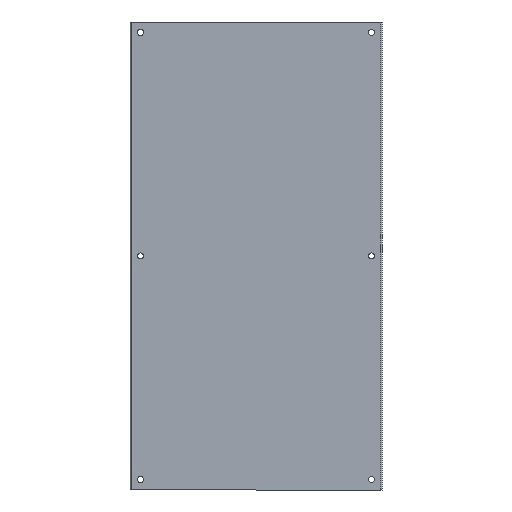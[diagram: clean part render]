
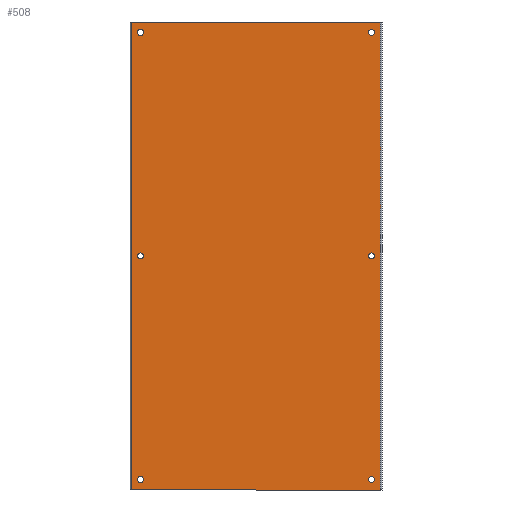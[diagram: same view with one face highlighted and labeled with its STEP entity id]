
A CAD part, front view. The second image highlights one B-rep face of the part: STEP entity #508.
In plain terms, the highlighted planar face has unit normal (0, -1, 0).
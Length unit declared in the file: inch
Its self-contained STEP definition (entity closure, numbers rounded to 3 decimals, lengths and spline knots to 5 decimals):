
#4 = EDGE_CURVE ( 'NONE', #173, #847, #952, .T. ) ;
#7 = DIRECTION ( 'NONE',  ( 0., 1., 0. ) ) ;
#9 = DIRECTION ( 'NONE',  ( 0., 1., 0. ) ) ;
#11 = VECTOR ( 'NONE', #353, 39.37008 ) ;
#15 = CARTESIAN_POINT ( 'NONE',  ( -9.625, 0., -18.375 ) ) ;
#18 = AXIS2_PLACEMENT_3D ( 'NONE', #550, #699, #762 ) ;
#28 = DIRECTION ( 'NONE',  ( 0., 1., 0. ) ) ;
#36 = AXIS2_PLACEMENT_3D ( 'NONE', #223, #665, #735 ) ;
#45 = ORIENTED_EDGE ( 'NONE', *, *, #842, .T. ) ;
#54 = CIRCLE ( 'NONE', #18, 0.25 ) ;
#55 = LINE ( 'NONE', #437, #11 ) ;
#61 = VERTEX_POINT ( 'NONE', #621 ) ;
#66 = VERTEX_POINT ( 'NONE', #15 ) ;
#83 = DIRECTION ( 'NONE',  ( 0., 1., 0. ) ) ;
#92 = ORIENTED_EDGE ( 'NONE', *, *, #181, .T. ) ;
#95 = EDGE_CURVE ( 'NONE', #66, #409, #54, .T. ) ;
#100 = CARTESIAN_POINT ( 'NONE',  ( 9.625, 0., 18.625 ) ) ;
#111 = DIRECTION ( 'NONE',  ( 0., 0., 1. ) ) ;
#115 = VERTEX_POINT ( 'NONE', #330 ) ;
#132 = FACE_BOUND ( 'NONE', #798, .T. ) ;
#137 = VECTOR ( 'NONE', #469, 39.37008 ) ;
#147 = EDGE_LOOP ( 'NONE', ( #796, #45 ) ) ;
#149 = EDGE_CURVE ( 'NONE', #653, #580, #837, .T. ) ;
#156 = CARTESIAN_POINT ( 'NONE',  ( -9.625, 0., 18.625 ) ) ;
#160 = DIRECTION ( 'NONE',  ( 0., 0., 1. ) ) ;
#166 = VERTEX_POINT ( 'NONE', #897 ) ;
#173 = VERTEX_POINT ( 'NONE', #644 ) ;
#175 = AXIS2_PLACEMENT_3D ( 'NONE', #451, #447, #591 ) ;
#176 = CARTESIAN_POINT ( 'NONE',  ( 10.5, 0., 19.5 ) ) ;
#179 = VECTOR ( 'NONE', #367, 39.37008 ) ;
#181 = EDGE_CURVE ( 'NONE', #377, #679, #667, .T. ) ;
#182 = DIRECTION ( 'NONE',  ( 0., 0., 1. ) ) ;
#185 = CIRCLE ( 'NONE', #260, 0.25 ) ;
#193 = DIRECTION ( 'NONE',  ( 0., 1., 0. ) ) ;
#207 = FACE_BOUND ( 'NONE', #663, .T. ) ;
#223 = CARTESIAN_POINT ( 'NONE',  ( -9.625, 0., 18.625 ) ) ;
#227 = CARTESIAN_POINT ( 'NONE',  ( 9.625, 0., 0. ) ) ;
#235 = CARTESIAN_POINT ( 'NONE',  ( 9.625, 0., -18.625 ) ) ;
#237 = FACE_BOUND ( 'NONE', #147, .T. ) ;
#238 = VERTEX_POINT ( 'NONE', #918 ) ;
#246 = ORIENTED_EDGE ( 'NONE', *, *, #670, .T. ) ;
#249 = CIRCLE ( 'NONE', #36, 0.25 ) ;
#255 = CARTESIAN_POINT ( 'NONE',  ( 10.375, 0., -19.5 ) ) ;
#260 = AXIS2_PLACEMENT_3D ( 'NONE', #227, #885, #741 ) ;
#265 = DIRECTION ( 'NONE',  ( 0., 1., 0. ) ) ;
#271 = DIRECTION ( 'NONE',  ( 0., 0., 1. ) ) ;
#303 = EDGE_LOOP ( 'NONE', ( #812, #388 ) ) ;
#305 = CARTESIAN_POINT ( 'NONE',  ( -9.625, 0., 0. ) ) ;
#307 = ORIENTED_EDGE ( 'NONE', *, *, #781, .F. ) ;
#308 = CIRCLE ( 'NONE', #801, 0.25 ) ;
#315 = EDGE_LOOP ( 'NONE', ( #92, #863 ) ) ;
#316 = DIRECTION ( 'NONE',  ( 0., 0., 1. ) ) ;
#318 = DIRECTION ( 'NONE',  ( 0., 1., 0. ) ) ;
#328 = CIRCLE ( 'NONE', #518, 0.25 ) ;
#330 = CARTESIAN_POINT ( 'NONE',  ( -10.375, 0., -19.5 ) ) ;
#353 = DIRECTION ( 'NONE',  ( -1., 0., 0. ) ) ;
#361 = VERTEX_POINT ( 'NONE', #871 ) ;
#365 = AXIS2_PLACEMENT_3D ( 'NONE', #100, #265, #422 ) ;
#367 = DIRECTION ( 'NONE',  ( 0., 0., -1. ) ) ;
#377 = VERTEX_POINT ( 'NONE', #584 ) ;
#381 = EDGE_CURVE ( 'NONE', #847, #115, #55, .T. ) ;
#388 = ORIENTED_EDGE ( 'NONE', *, *, #844, .T. ) ;
#393 = AXIS2_PLACEMENT_3D ( 'NONE', #646, #193, #111 ) ;
#394 = CARTESIAN_POINT ( 'NONE',  ( -9.625, 0., 0. ) ) ;
#409 = VERTEX_POINT ( 'NONE', #511 ) ;
#421 = ORIENTED_EDGE ( 'NONE', *, *, #496, .T. ) ;
#422 = DIRECTION ( 'NONE',  ( 0., 0., 1. ) ) ;
#427 = EDGE_LOOP ( 'NONE', ( #910, #950, #307, #445 ) ) ;
#437 = CARTESIAN_POINT ( 'NONE',  ( -10.5, 0., -19.5 ) ) ;
#442 = FACE_BOUND ( 'NONE', #858, .T. ) ;
#445 = ORIENTED_EDGE ( 'NONE', *, *, #507, .T. ) ;
#447 = DIRECTION ( 'NONE',  ( 0., -1., 0. ) ) ;
#448 = AXIS2_PLACEMENT_3D ( 'NONE', #559, #28, #182 ) ;
#451 = CARTESIAN_POINT ( 'NONE',  ( -10.5, 0., -19.5 ) ) ;
#460 = DIRECTION ( 'NONE',  ( 0., 0., 1. ) ) ;
#469 = DIRECTION ( 'NONE',  ( 1., 0., 0. ) ) ;
#496 = EDGE_CURVE ( 'NONE', #510, #166, #249, .T. ) ;
#502 = DIRECTION ( 'NONE',  ( 0., 1., 0. ) ) ;
#507 = EDGE_CURVE ( 'NONE', #757, #115, #764, .T. ) ;
#508 = ADVANCED_FACE ( 'NONE', ( #650, #805, #237, #627, #442, #207, #132 ), #530, .T. ) ;
#510 = VERTEX_POINT ( 'NONE', #799 ) ;
#511 = CARTESIAN_POINT ( 'NONE',  ( -9.625, 0., -18.875 ) ) ;
#518 = AXIS2_PLACEMENT_3D ( 'NONE', #305, #318, #814 ) ;
#530 = PLANE ( 'NONE',  #175 ) ;
#537 = CARTESIAN_POINT ( 'NONE',  ( 9.625, 0., -18.375 ) ) ;
#539 = DIRECTION ( 'NONE',  ( 0., 0., -1. ) ) ;
#541 = DIRECTION ( 'NONE',  ( 0., 0., 1. ) ) ;
#550 = CARTESIAN_POINT ( 'NONE',  ( -9.625, 0., -18.625 ) ) ;
#553 = CARTESIAN_POINT ( 'NONE',  ( 9.625, 0., -0.25 ) ) ;
#559 = CARTESIAN_POINT ( 'NONE',  ( 9.625, 0., -18.625 ) ) ;
#572 = ORIENTED_EDGE ( 'NONE', *, *, #603, .T. ) ;
#575 = CIRCLE ( 'NONE', #819, 0.25 ) ;
#580 = VERTEX_POINT ( 'NONE', #946 ) ;
#584 = CARTESIAN_POINT ( 'NONE',  ( 9.625, 0., 18.875 ) ) ;
#588 = LINE ( 'NONE', #176, #137 ) ;
#591 = DIRECTION ( 'NONE',  ( 0., 0., -1. ) ) ;
#599 = EDGE_CURVE ( 'NONE', #679, #377, #702, .T. ) ;
#603 = EDGE_CURVE ( 'NONE', #61, #361, #308, .T. ) ;
#621 = CARTESIAN_POINT ( 'NONE',  ( -9.625, 0., 0.25 ) ) ;
#627 = FACE_BOUND ( 'NONE', #303, .T. ) ;
#628 = CARTESIAN_POINT ( 'NONE',  ( -10.375, 0., 19.5 ) ) ;
#633 = AXIS2_PLACEMENT_3D ( 'NONE', #684, #83, #160 ) ;
#640 = EDGE_CURVE ( 'NONE', #166, #510, #575, .T. ) ;
#644 = CARTESIAN_POINT ( 'NONE',  ( 10.375, 0., 19.5 ) ) ;
#646 = CARTESIAN_POINT ( 'NONE',  ( -9.625, 0., -18.625 ) ) ;
#650 = FACE_OUTER_BOUND ( 'NONE', #427, .T. ) ;
#653 = VERTEX_POINT ( 'NONE', #537 ) ;
#663 = EDGE_LOOP ( 'NONE', ( #572, #246 ) ) ;
#665 = DIRECTION ( 'NONE',  ( 0., 1., 0. ) ) ;
#667 = CIRCLE ( 'NONE', #365, 0.25 ) ;
#668 = EDGE_CURVE ( 'NONE', #238, #859, #185, .T. ) ;
#670 = EDGE_CURVE ( 'NONE', #361, #61, #328, .T. ) ;
#676 = AXIS2_PLACEMENT_3D ( 'NONE', #925, #502, #271 ) ;
#679 = VERTEX_POINT ( 'NONE', #827 ) ;
#684 = CARTESIAN_POINT ( 'NONE',  ( 9.625, 0., 18.625 ) ) ;
#696 = CIRCLE ( 'NONE', #393, 0.25 ) ;
#699 = DIRECTION ( 'NONE',  ( 0., 1., 0. ) ) ;
#702 = CIRCLE ( 'NONE', #633, 0.25 ) ;
#727 = CIRCLE ( 'NONE', #448, 0.25 ) ;
#735 = DIRECTION ( 'NONE',  ( 0., 0., 1. ) ) ;
#741 = DIRECTION ( 'NONE',  ( 0., 0., 1. ) ) ;
#743 = CARTESIAN_POINT ( 'NONE',  ( 10.375, 0., -19.5 ) ) ;
#747 = ORIENTED_EDGE ( 'NONE', *, *, #668, .T. ) ;
#750 = DIRECTION ( 'NONE',  ( 0., 1., 0. ) ) ;
#757 = VERTEX_POINT ( 'NONE', #628 ) ;
#762 = DIRECTION ( 'NONE',  ( 0., 0., 1. ) ) ;
#764 = LINE ( 'NONE', #943, #179 ) ;
#769 = AXIS2_PLACEMENT_3D ( 'NONE', #235, #750, #316 ) ;
#781 = EDGE_CURVE ( 'NONE', #757, #173, #588, .T. ) ;
#793 = CIRCLE ( 'NONE', #676, 0.25 ) ;
#796 = ORIENTED_EDGE ( 'NONE', *, *, #149, .T. ) ;
#798 = EDGE_LOOP ( 'NONE', ( #747, #877 ) ) ;
#799 = CARTESIAN_POINT ( 'NONE',  ( -9.625, 0., 18.375 ) ) ;
#801 = AXIS2_PLACEMENT_3D ( 'NONE', #394, #7, #541 ) ;
#805 = FACE_BOUND ( 'NONE', #315, .T. ) ;
#812 = ORIENTED_EDGE ( 'NONE', *, *, #95, .T. ) ;
#814 = DIRECTION ( 'NONE',  ( 0., 0., 1. ) ) ;
#819 = AXIS2_PLACEMENT_3D ( 'NONE', #156, #9, #460 ) ;
#827 = CARTESIAN_POINT ( 'NONE',  ( 9.625, 0., 18.375 ) ) ;
#837 = CIRCLE ( 'NONE', #769, 0.25 ) ;
#842 = EDGE_CURVE ( 'NONE', #580, #653, #727, .T. ) ;
#844 = EDGE_CURVE ( 'NONE', #409, #66, #696, .T. ) ;
#847 = VERTEX_POINT ( 'NONE', #255 ) ;
#858 = EDGE_LOOP ( 'NONE', ( #887, #421 ) ) ;
#859 = VERTEX_POINT ( 'NONE', #553 ) ;
#863 = ORIENTED_EDGE ( 'NONE', *, *, #599, .T. ) ;
#871 = CARTESIAN_POINT ( 'NONE',  ( -9.625, 0., -0.25 ) ) ;
#877 = ORIENTED_EDGE ( 'NONE', *, *, #908, .T. ) ;
#885 = DIRECTION ( 'NONE',  ( 0., 1., 0. ) ) ;
#887 = ORIENTED_EDGE ( 'NONE', *, *, #640, .T. ) ;
#897 = CARTESIAN_POINT ( 'NONE',  ( -9.625, 0., 18.875 ) ) ;
#908 = EDGE_CURVE ( 'NONE', #859, #238, #793, .T. ) ;
#910 = ORIENTED_EDGE ( 'NONE', *, *, #381, .F. ) ;
#918 = CARTESIAN_POINT ( 'NONE',  ( 9.625, 0., 0.25 ) ) ;
#925 = CARTESIAN_POINT ( 'NONE',  ( 9.625, 0., 0. ) ) ;
#934 = VECTOR ( 'NONE', #539, 39.37008 ) ;
#943 = CARTESIAN_POINT ( 'NONE',  ( -10.375, 0., -19.5 ) ) ;
#946 = CARTESIAN_POINT ( 'NONE',  ( 9.625, 0., -18.875 ) ) ;
#950 = ORIENTED_EDGE ( 'NONE', *, *, #4, .F. ) ;
#952 = LINE ( 'NONE', #743, #934 ) ;
